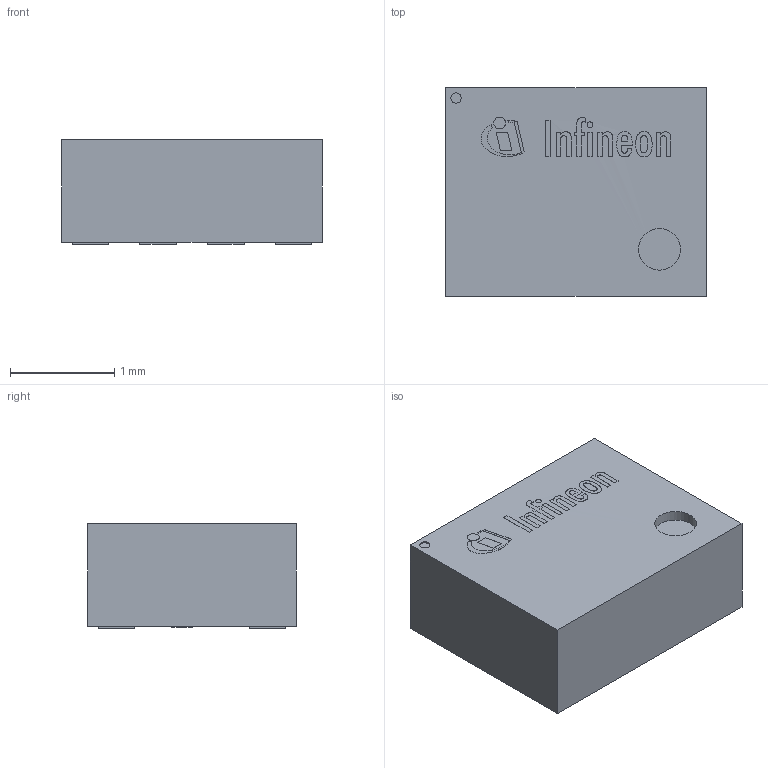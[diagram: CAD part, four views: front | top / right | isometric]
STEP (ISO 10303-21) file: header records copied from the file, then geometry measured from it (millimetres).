
FILE_DESCRIPTION(/* description */ (''),/* implementation_level */ '2;1');
FILE_NAME(/* name */ 'DPS310.step',/* time_stamp */ '2021-10-10T15:19:25+02:00',/* author */ (''),/* organization */ (''),/* preprocessor_version */ 'ST-DEVELOPER v18.1',/* originating_system */ 'Autodesk Translation Framework v10.10.0.1391',/* authorisation */ '');
FILE_SCHEMA (('AUTOMOTIVE_DESIGN { 1 0 10303 214 3 1 1 }'));
Length unit declared in the file: millimetre
Products named in the file (2): DPS310XTSA1; Component272
Assembly tree (1 placements, depth 2):
  DPS310XTSA1
    Component272
Bounding box: 2.5 x 2 x 1 mm (x, y, z)
Volume: 4.9 mm3; surface area: 19.2 mm2
Topology: 1 solids, 1 shells, 230 faces, 622 edges, 420 vertices
Faces by surface type: plane 119, cylinder 111
Full cylindrical faces by diameter (mm): 0.051 x1, 0.056 x1, 0.1 x1, 0.115 x1, 0.2 x1, 0.4 x1
Entity records: 7460 total; most frequent: DIRECTION 1319, CARTESIAN_POINT 1275, ORIENTED_EDGE 1244, EDGE_CURVE 622, AXIS2_PLACEMENT_3D 464, VERTEX_POINT 420, LINE 391, VECTOR 391
